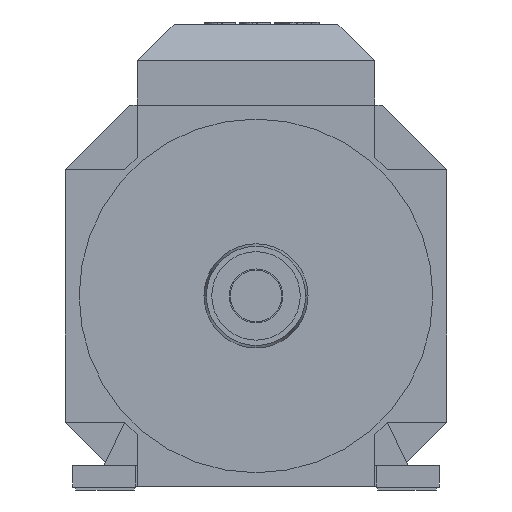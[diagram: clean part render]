
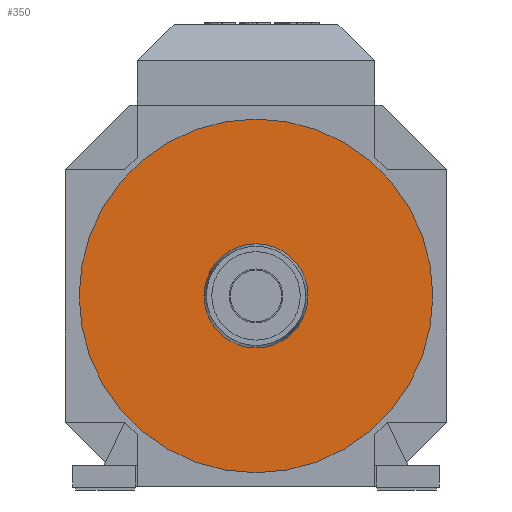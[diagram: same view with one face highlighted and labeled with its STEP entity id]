
A CAD part, front view. The second image highlights one B-rep face of the part: STEP entity #350.
In plain terms, the highlighted planar face has unit normal (0, -1, 0).
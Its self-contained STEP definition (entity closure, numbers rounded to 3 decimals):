
#72=FACE_BOUND('',#757,.T.);
#73=FACE_BOUND('',#758,.T.);
#134=PLANE('',#3883);
#350=ADVANCED_FACE('',(#72,#73),#134,.T.);
#757=EDGE_LOOP('',(#1192,#1193));
#758=EDGE_LOOP('',(#1194,#1195));
#975=CIRCLE('',#3812,24.146);
#990=CIRCLE('',#3835,82.);
#1015=CIRCLE('',#3881,82.);
#1016=CIRCLE('',#3882,24.146);
#1192=ORIENTED_EDGE('',*,*,#2551,.F.);
#1193=ORIENTED_EDGE('',*,*,#2487,.F.);
#1194=ORIENTED_EDGE('',*,*,#2552,.T.);
#1195=ORIENTED_EDGE('',*,*,#2457,.T.);
#2110=VERTEX_POINT('',#5095);
#2113=VERTEX_POINT('',#5100);
#2143=VERTEX_POINT('',#5168);
#2144=VERTEX_POINT('',#5170);
#2457=EDGE_CURVE('',#2110,#2113,#975,.T.);
#2487=EDGE_CURVE('',#2143,#2144,#990,.T.);
#2551=EDGE_CURVE('',#2144,#2143,#1015,.T.);
#2552=EDGE_CURVE('',#2113,#2110,#1016,.T.);
#3812=AXIS2_PLACEMENT_3D('',#5101,#4105,#4106);
#3835=AXIS2_PLACEMENT_3D('',#5169,#4166,#4167);
#3881=AXIS2_PLACEMENT_3D('',#5300,#4297,#4298);
#3882=AXIS2_PLACEMENT_3D('',#5301,#4299,#4300);
#3883=AXIS2_PLACEMENT_3D('',#5302,#4301,#4302);
#4105=DIRECTION('',(0.,1.,0.));
#4106=DIRECTION('',(1.,0.,0.));
#4166=DIRECTION('',(0.,1.,0.));
#4167=DIRECTION('',(-1.,0.,0.));
#4297=DIRECTION('',(0.,1.,0.));
#4298=DIRECTION('',(-1.,0.,0.));
#4299=DIRECTION('',(0.,1.,0.));
#4300=DIRECTION('',(1.,0.,0.));
#4301=DIRECTION('',(0.,-1.,0.));
#4302=DIRECTION('',(0.,0.,1.));
#5095=CARTESIAN_POINT('',(-24.146,-212.5,0.));
#5100=CARTESIAN_POINT('',(24.146,-212.5,0.));
#5101=CARTESIAN_POINT('',(0.,-212.5,0.));
#5168=CARTESIAN_POINT('',(-82.,-212.5,0.));
#5169=CARTESIAN_POINT('',(0.,-212.5,0.));
#5170=CARTESIAN_POINT('',(82.,-212.5,0.));
#5300=CARTESIAN_POINT('',(0.,-212.5,0.));
#5301=CARTESIAN_POINT('',(0.,-212.5,0.));
#5302=CARTESIAN_POINT('',(0.,-212.5,0.));
